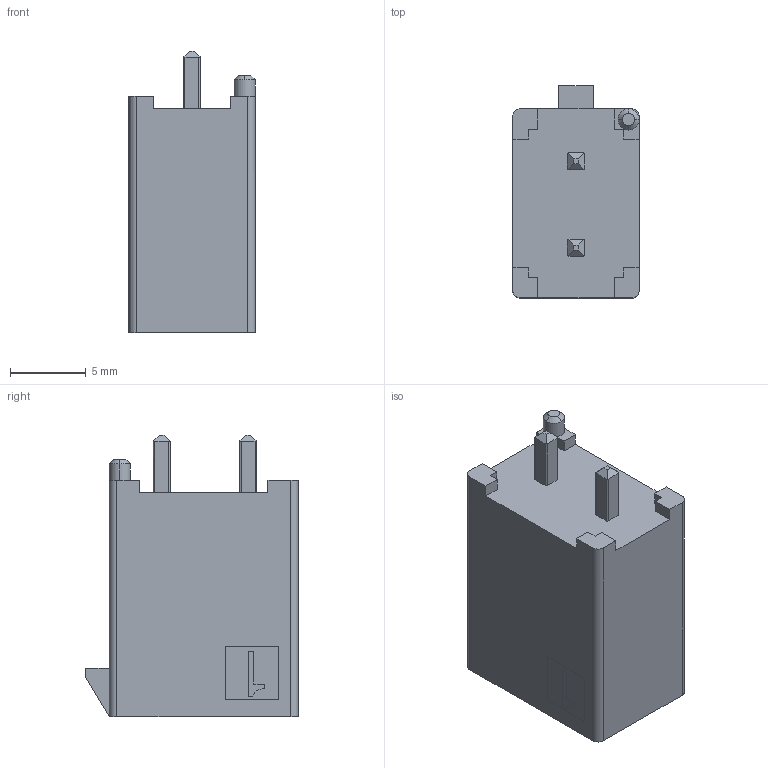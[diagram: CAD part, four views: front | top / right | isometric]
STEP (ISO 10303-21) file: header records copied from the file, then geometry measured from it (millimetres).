
FILE_DESCRIPTION(('STEP AP242'),'1');
FILE_NAME('0768290102.stp','2024-05-03T11:43:28',('TraceParts'),('TraceParts S.A.'),'Spatial InterOp 3D',' ',' ');
FILE_SCHEMA(('AP242_MANAGED_MODEL_BASED_3D_ENGINEERING_MIM_LF {1 0 10303 442 1 1 4}'));
Length unit declared in the file: millimetre
Products named in the file (1): 0768290102_1
Bounding box: 8.35 x 14.03 x 18.58 mm (x, y, z)
Volume: 941.6 mm3; surface area: 1487.2 mm2
Topology: 1 solids, 1 shells, 178 faces, 498 edges, 337 vertices
Faces by surface type: plane 150, cylinder 24, cone 4
Entity records: 5702 total; most frequent: CARTESIAN_POINT 1144, ORIENTED_EDGE 982, DIRECTION 856, EDGE_CURVE 491, LINE 418, VECTOR 418, VERTEX_POINT 323, AXIS2_PLACEMENT_3D 219
